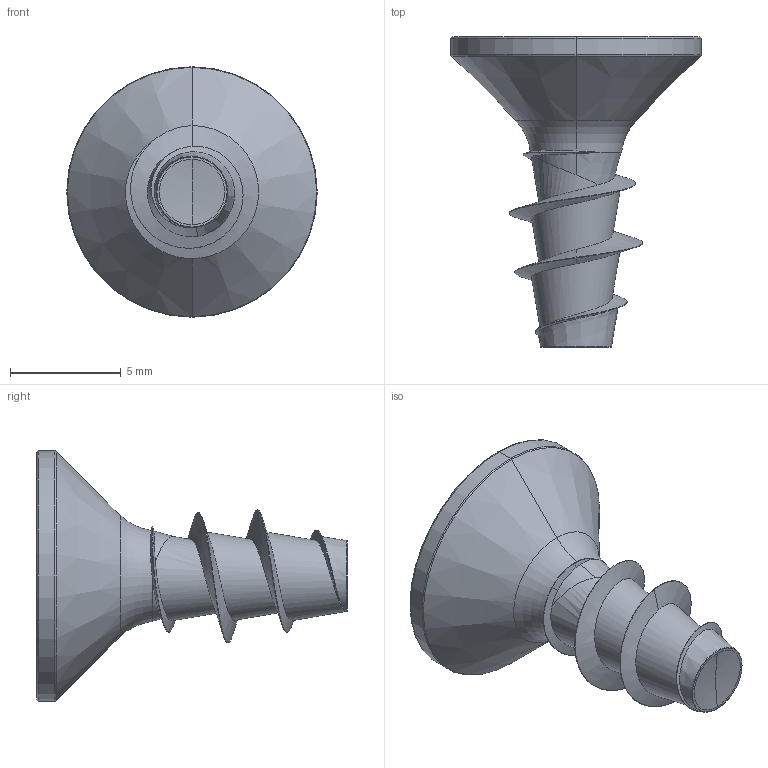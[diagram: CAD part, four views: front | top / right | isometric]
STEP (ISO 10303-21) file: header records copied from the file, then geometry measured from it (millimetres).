
FILE_DESCRIPTION (( 'STEP AP203' ), '1' );
FILE_NAME ('STP23A0600140.STEP', '2017-11-16T21:22:24', ( '' ), ( '' ), 'SwSTEP 2.0', 'SolidWorks 2015', '' );
FILE_SCHEMA (( 'CONFIG_CONTROL_DESIGN' ));
Length unit declared in the file: millimetre
Products named in the file (1): STP23A0600140
Bounding box: 11.3 x 14 x 11.3 mm (x, y, z)
Volume: 359.5 mm3; surface area: 469 mm2
Topology: 1 solids, 1 shells, 166 faces, 382 edges, 218 vertices
Faces by surface type: bspline 56, cylinder 43, plane 31, sphere 18, cone 12, torus 6
Entity records: 10422 total; most frequent: CARTESIAN_POINT 7101, ORIENTED_EDGE 760, DIRECTION 592, EDGE_CURVE 380, AXIS2_PLACEMENT_3D 241, VERTEX_POINT 218, EDGE_LOOP 168, ADVANCED_FACE 166
